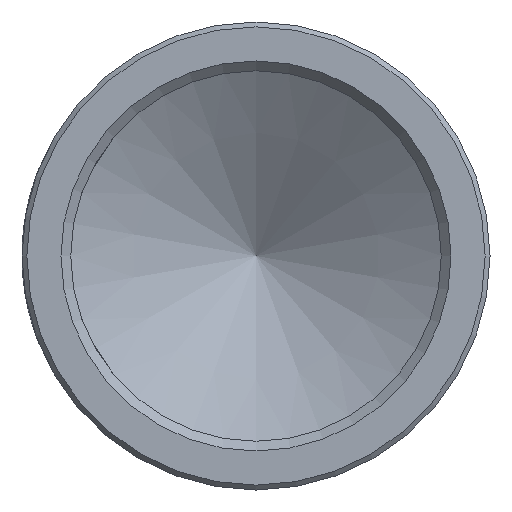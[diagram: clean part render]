
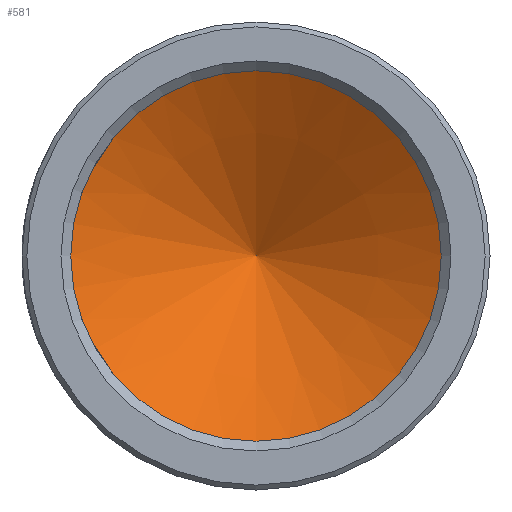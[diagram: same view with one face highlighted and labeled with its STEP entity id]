
A CAD part, left-side view. The second image highlights one B-rep face of the part: STEP entity #581.
In plain terms, the highlighted conical face has half-angle 59 degrees and reference radius 1.9 mm.
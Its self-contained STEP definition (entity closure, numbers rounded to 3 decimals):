
#188=CARTESIAN_POINT('',(2.8,0.,1.9));
#189=VERTEX_POINT('',#188);
#204=CARTESIAN_POINT('',(2.8,0.0,0.0));
#205=DIRECTION('',(-1.0,0.0,0.0));
#206=DIRECTION('',(0.0,0.0,1.0));
#207=AXIS2_PLACEMENT_3D('',#204,#205,#206);
#208=CIRCLE('',#207,1.9);
#209=EDGE_CURVE('',#189,#189,#208,.T.);
#564=CARTESIAN_POINT('',(2.8,0.0,0.0));
#565=DIRECTION('',(-1.0,0.0,0.0));
#566=DIRECTION('',(0.0,0.0,1.0));
#567=AXIS2_PLACEMENT_3D('',#564,#565,#566);
#568=CONICAL_SURFACE('',#567,1.9,59.0);
#569=CARTESIAN_POINT('',(3.942,0.,0.));
#570=VERTEX_POINT('',#569);
#571=CARTESIAN_POINT('',(2.8,0.0,1.9));
#572=DIRECTION('',(0.515,-0.0,-0.857));
#573=VECTOR('',#572,2.217);
#574=LINE('',#571,#573);
#575=EDGE_CURVE('',#189,#570,#574,.T.);
#576=ORIENTED_EDGE('',*,*,#575,.F.);
#577=ORIENTED_EDGE('',*,*,#209,.T.);
#578=ORIENTED_EDGE('',*,*,#575,.T.);
#579=EDGE_LOOP('',(#576,#577,#578));
#580=FACE_BOUND('',#579,.T.);
#581=ADVANCED_FACE('',(#580),#568,.F.);
